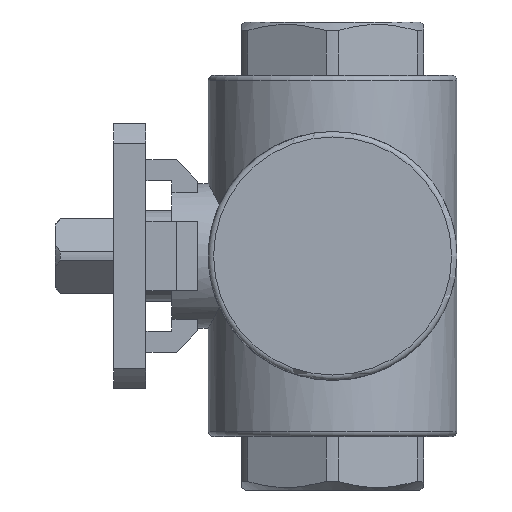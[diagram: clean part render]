
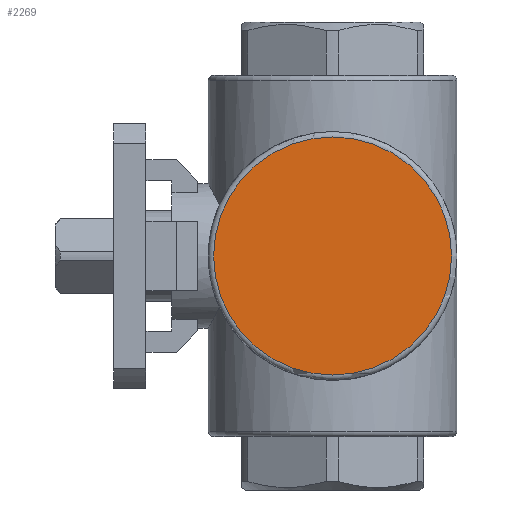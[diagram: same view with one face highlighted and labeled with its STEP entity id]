
A CAD part, left-side view. The second image highlights one B-rep face of the part: STEP entity #2269.
In plain terms, the highlighted planar face has unit normal (-1, 0, 0).
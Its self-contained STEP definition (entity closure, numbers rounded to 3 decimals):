
#35=PLANE('',#2482);
#551=CIRCLE('',#2483,22.25);
#798=ORIENTED_EDGE('',*,*,#1433,.T.);
#1433=EDGE_CURVE('',#1740,#1740,#551,.T.);
#1740=VERTEX_POINT('',#3765);
#1925=EDGE_LOOP('',(#798));
#2096=FACE_BOUND('',#1925,.T.);
#2269=ADVANCED_FACE('',(#2096),#35,.F.);
#2482=AXIS2_PLACEMENT_3D('',#3763,#2905,#2906);
#2483=AXIS2_PLACEMENT_3D('',#3764,#2907,#2908);
#2905=DIRECTION('',(1.,0.,0.));
#2906=DIRECTION('',(0.,1.,0.));
#2907=DIRECTION('',(-1.,0.,0.));
#2908=DIRECTION('',(0.,-1.,0.));
#3763=CARTESIAN_POINT('',(-24.,-22.25,0.));
#3764=CARTESIAN_POINT('',(-24.,0.,0.));
#3765=CARTESIAN_POINT('',(-24.,-22.25,0.));
